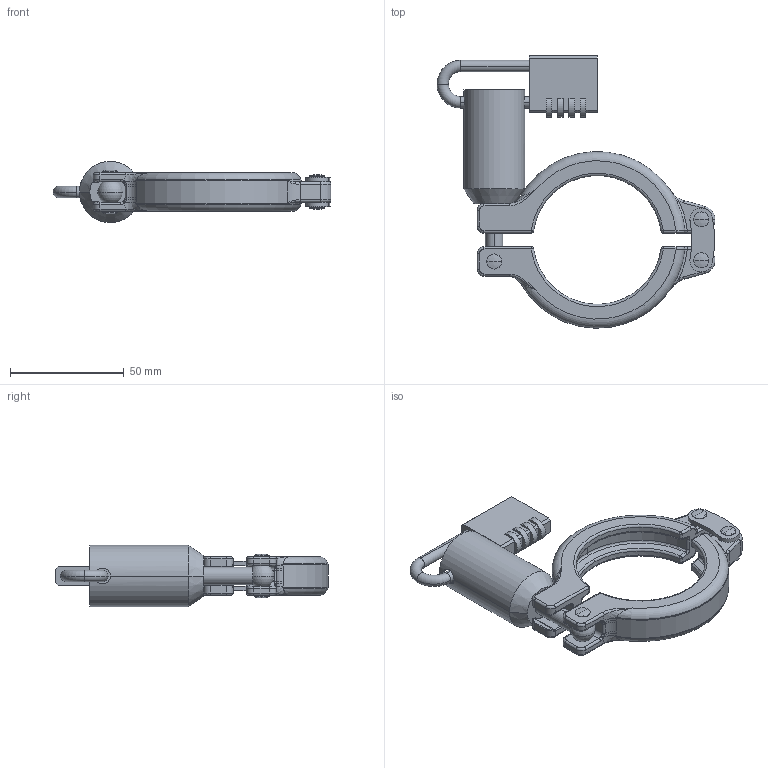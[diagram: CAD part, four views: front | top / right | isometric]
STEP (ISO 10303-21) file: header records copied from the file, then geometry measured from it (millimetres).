
FILE_DESCRIPTION (( 'STEP AP214' ), '1' );
FILE_NAME ('CL.SAFL.0200 BLOCK.STEP', '2019-04-16T14:37:48', ( '' ), ( '' ), 'SwSTEP 2.0', 'SolidWorks 2019', '' );
FILE_SCHEMA (( 'AUTOMOTIVE_DESIGN' ));
Length unit declared in the file: millimetre
Products named in the file (1): CL.SAFL.0200 BLOCK
Bounding box: 122.23 x 119.83 x 27 mm (x, y, z)
Volume: 54828 mm3; surface area: 30579.8 mm2
Topology: 4 solids, 4 shells, 431 faces, 1036 edges, 603 vertices
Faces by surface type: cylinder 162, plane 87, torus 76, bspline 56, sphere 34, cone 16
Entity records: 15181 total; most frequent: CARTESIAN_POINT 5104, DIRECTION 2136, ORIENTED_EDGE 2026, EDGE_CURVE 1013, AXIS2_PLACEMENT_3D 892, VERTEX_POINT 602, CIRCLE 516, EDGE_LOOP 459
